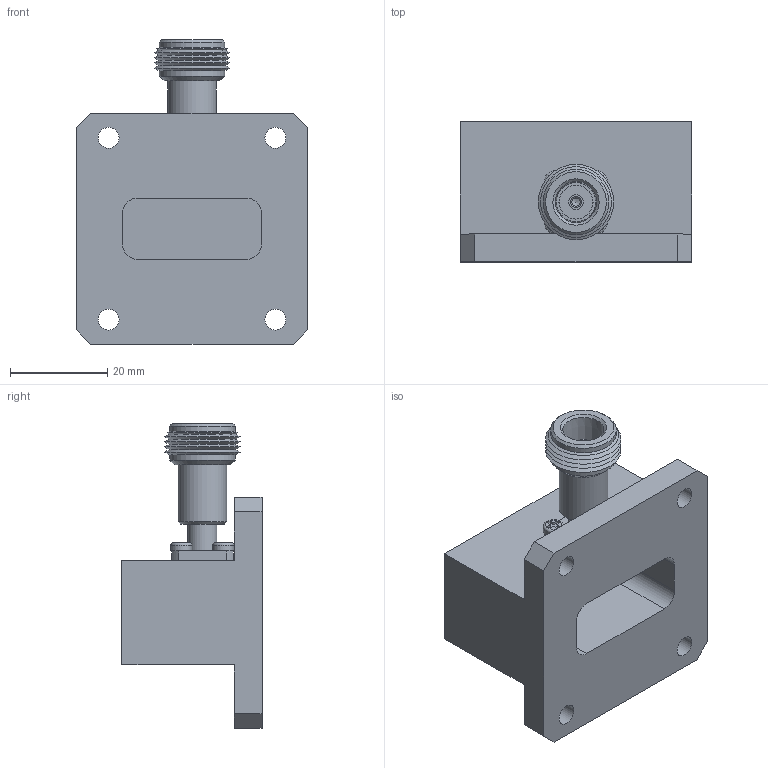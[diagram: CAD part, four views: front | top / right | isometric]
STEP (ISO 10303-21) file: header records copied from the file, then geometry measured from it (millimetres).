
FILE_DESCRIPTION (( 'STEP AP203' ), '1' );
FILE_NAME ('FMWCA9820_3D.step', '2022-03-14T19:01:36', ( '' ), ( '' ), 'SwSTEP 2.0', 'SolidWorks 2021', '' );
FILE_SCHEMA (( 'CONFIG_CONTROL_DESIGN' ));
Length unit declared in the file: millimetre
Products named in the file (6): FMWCA9820_3D; Copy of PE9820_NF-body^Copy of PE9820_NF_FMWCA9820; Copy of PE9820_NF-mountplate^Copy of PE9820_NF_FMWCA9820; Copy of PE9820_NF-SCREW^Copy of PE9820_NF_FMWCA9820; Copy of PE9820_Body^FMWCA9820; Copy of PE9820_NF^FMWCA9820
Assembly tree (8 placements, depth 3):
  FMWCA9820_3D
    Copy of PE9820_NF^FMWCA9820
      Copy of PE9820_NF-SCREW^Copy of PE9820_NF_FMWCA9820  x4
      Copy of PE9820_NF-body^Copy of PE9820_NF_FMWCA9820
      Copy of PE9820_NF-mountplate^Copy of PE9820_NF_FMWCA9820
    Copy of PE9820_Body^FMWCA9820
Bounding box: 47.62 x 28.83 x 62.74 mm (x, y, z)
Volume: 28832.7 mm3; surface area: 13367.9 mm2
Topology: 7 solids, 7 shells, 159 faces, 390 edges, 255 vertices
Faces by surface type: plane 92, cylinder 45, cone 18, torus 4
Full cylindrical faces by diameter (mm): 1.7 x1, 2.7 x4, 3.04 x1, 4 x2, 4.3 x8, 6 x1, 7 x1, 10 x1, 13.5 x2
Entity records: 3312 total; most frequent: DIRECTION 480, CARTESIAN_POINT 436, ORIENTED_EDGE 372, AXIS2_PLACEMENT_3D 186, EDGE_CURVE 186, EDGE_LOOP 160, VERTEX_POINT 142, FACE_OUTER_BOUND 115
